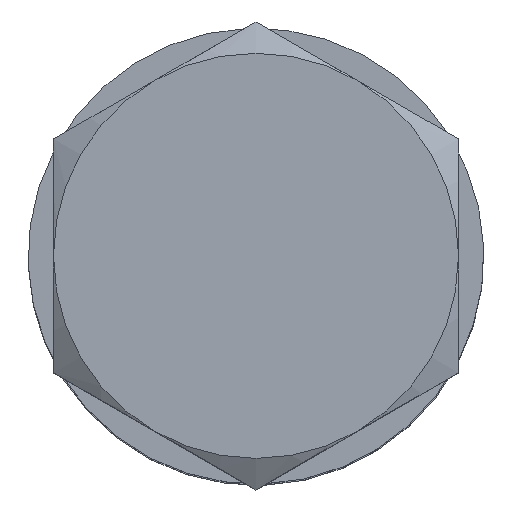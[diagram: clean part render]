
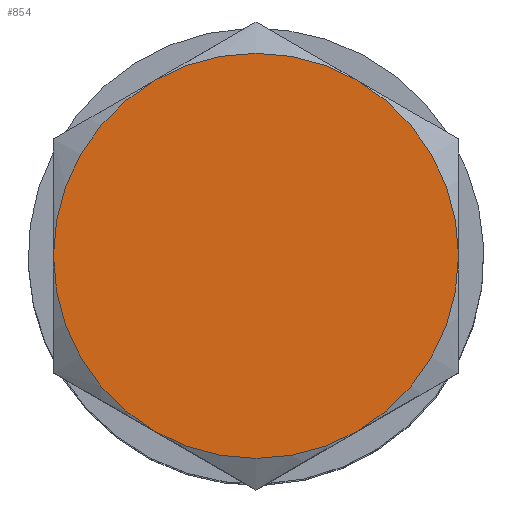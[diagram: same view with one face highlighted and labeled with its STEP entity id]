
A CAD part, top view. The second image highlights one B-rep face of the part: STEP entity #854.
In plain terms, the highlighted planar face has unit normal (0, 0, 1).
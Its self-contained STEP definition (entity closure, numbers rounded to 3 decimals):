
#102=PLANE('',#977);
#153=FACE_OUTER_BOUND('',#217,.T.);
#217=EDGE_LOOP('',(#706,#707,#708,#709,#710,#711));
#340=CIRCLE('',#978,4.);
#341=CIRCLE('',#979,4.);
#342=CIRCLE('',#980,4.);
#343=CIRCLE('',#981,4.);
#344=CIRCLE('',#982,4.);
#345=CIRCLE('',#983,4.);
#403=VERTEX_POINT('',#1483);
#404=VERTEX_POINT('',#1484);
#405=VERTEX_POINT('',#1486);
#406=VERTEX_POINT('',#1488);
#407=VERTEX_POINT('',#1490);
#408=VERTEX_POINT('',#1492);
#508=EDGE_CURVE('',#403,#404,#340,.T.);
#509=EDGE_CURVE('',#405,#403,#341,.T.);
#510=EDGE_CURVE('',#406,#405,#342,.T.);
#511=EDGE_CURVE('',#407,#406,#343,.T.);
#512=EDGE_CURVE('',#407,#408,#344,.T.);
#513=EDGE_CURVE('',#404,#408,#345,.T.);
#706=ORIENTED_EDGE('',*,*,#508,.F.);
#707=ORIENTED_EDGE('',*,*,#509,.F.);
#708=ORIENTED_EDGE('',*,*,#510,.F.);
#709=ORIENTED_EDGE('',*,*,#511,.F.);
#710=ORIENTED_EDGE('',*,*,#512,.T.);
#711=ORIENTED_EDGE('',*,*,#513,.F.);
#854=ADVANCED_FACE('',(#153),#102,.F.);
#977=AXIS2_PLACEMENT_3D('',#1482,#1195,#1196);
#978=AXIS2_PLACEMENT_3D('',#1485,#1197,#1198);
#979=AXIS2_PLACEMENT_3D('',#1487,#1199,#1200);
#980=AXIS2_PLACEMENT_3D('',#1489,#1201,#1202);
#981=AXIS2_PLACEMENT_3D('',#1491,#1203,#1204);
#982=AXIS2_PLACEMENT_3D('',#1493,#1205,#1206);
#983=AXIS2_PLACEMENT_3D('',#1494,#1207,#1208);
#1195=DIRECTION('center_axis',(0.,0.,
-1.));
#1196=DIRECTION('ref_axis',(-0.5,-0.866,0.));
#1197=DIRECTION('center_axis',(0.,0.,
-1.));
#1198=DIRECTION('ref_axis',(-0.5,-0.866,0.));
#1199=DIRECTION('center_axis',(0.,0.,
-1.));
#1200=DIRECTION('ref_axis',(-0.5,-0.866,0.));
#1201=DIRECTION('center_axis',(0.,0.,
-1.));
#1202=DIRECTION('ref_axis',(-0.5,-0.866,0.));
#1203=DIRECTION('center_axis',(0.,0.,
-1.));
#1204=DIRECTION('ref_axis',(-0.5,-0.866,0.));
#1205=DIRECTION('center_axis',(0.,0.,
1.));
#1206=DIRECTION('ref_axis',(0.5,0.866,0.));
#1207=DIRECTION('center_axis',(0.,0.,
-1.));
#1208=DIRECTION('ref_axis',(-0.5,-0.866,0.));
#1482=CARTESIAN_POINT('Origin',(-10.75,-9.382,11.35));
#1483=CARTESIAN_POINT('',(-8.75,-15.155,11.35));
#1484=CARTESIAN_POINT('',(-10.75,-11.691,11.35));
#1485=CARTESIAN_POINT('Origin',(-6.75,-11.691,11.35));
#1486=CARTESIAN_POINT('',(-4.75,-15.155,11.35));
#1487=CARTESIAN_POINT('Origin',(-6.75,-11.691,11.35));
#1488=CARTESIAN_POINT('',(-2.75,-11.691,11.35));
#1489=CARTESIAN_POINT('Origin',(-6.75,-11.691,11.35));
#1490=CARTESIAN_POINT('',(-4.75,-8.227,11.35));
#1491=CARTESIAN_POINT('Origin',(-6.75,-11.691,11.35));
#1492=CARTESIAN_POINT('',(-8.75,-8.227,11.35));
#1493=CARTESIAN_POINT('Origin',(-6.75,-11.691,11.35));
#1494=CARTESIAN_POINT('Origin',(-6.75,-11.691,11.35));
